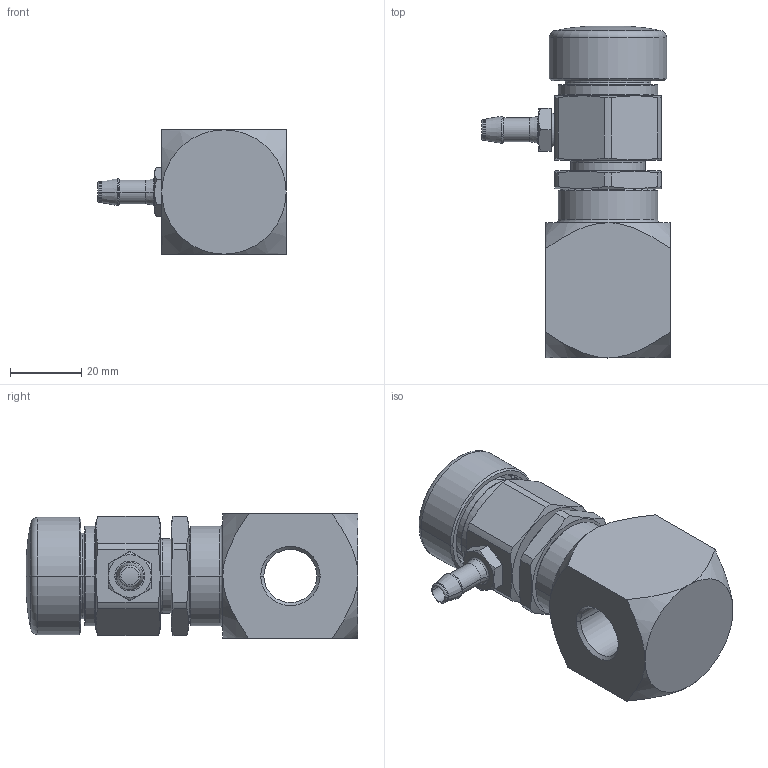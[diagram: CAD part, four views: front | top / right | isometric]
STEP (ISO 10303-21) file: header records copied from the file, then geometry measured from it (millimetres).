
FILE_DESCRIPTION (( 'STEP AP214' ), '1' );
FILE_NAME ('TA38IW.STEP', '2013-11-11T14:20:37', ( 'admin' ), ( 'Microsoft' ), 'SwSTEP 2.0', 'SolidWorks 2009', '' );
FILE_SCHEMA (( 'AUTOMOTIVE_DESIGN' ));
Length unit declared in the file: millimetre
Products named in the file (1): TA38IW
Bounding box: 53 x 93.4 x 35 mm (x, y, z)
Volume: 76493.6 mm3; surface area: 20219 mm2
Topology: 2 solids, 2 shells, 195 faces, 425 edges, 250 vertices
Faces by surface type: cylinder 55, cone 52, torus 46, plane 42
Entity records: 5844 total; most frequent: CARTESIAN_POINT 1499, DIRECTION 993, ORIENTED_EDGE 850, AXIS2_PLACEMENT_3D 436, EDGE_CURVE 425, VERTEX_POINT 250, CIRCLE 240, EDGE_LOOP 213
